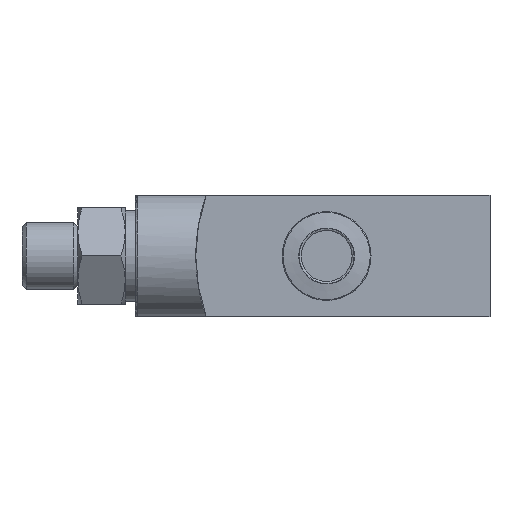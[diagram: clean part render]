
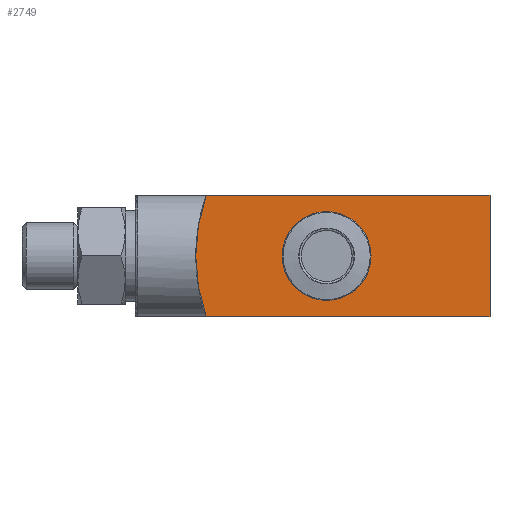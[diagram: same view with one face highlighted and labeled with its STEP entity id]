
A CAD part, left-side view. The second image highlights one B-rep face of the part: STEP entity #2749.
In plain terms, the highlighted planar face has unit normal (-1, 0, 0).
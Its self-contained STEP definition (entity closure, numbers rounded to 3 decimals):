
#51=PLANE('',#2921);
#162=LINE('',#4324,#272);
#174=LINE('',#4349,#284);
#184=LINE('',#4406,#294);
#272=VECTOR('',#3237,1000.);
#284=VECTOR('',#3251,1000.);
#294=VECTOR('',#3267,1000.);
#388=CIRCLE('',#2909,36.);
#393=CIRCLE('',#2922,8.25);
#690=ORIENTED_EDGE('',*,*,#1145,.T.);
#691=ORIENTED_EDGE('',*,*,#1139,.F.);
#692=ORIENTED_EDGE('',*,*,#1110,.F.);
#693=ORIENTED_EDGE('',*,*,#1125,.F.);
#694=ORIENTED_EDGE('',*,*,#1098,.F.);
#1098=EDGE_CURVE('',#1326,#1327,#162,.T.);
#1110=EDGE_CURVE('',#1338,#1339,#174,.T.);
#1125=EDGE_CURVE('',#1327,#1338,#184,.T.);
#1139=EDGE_CURVE('',#1339,#1326,#388,.T.);
#1145=EDGE_CURVE('',#1357,#1357,#393,.T.);
#1326=VERTEX_POINT('',#4323);
#1327=VERTEX_POINT('',#4325);
#1338=VERTEX_POINT('',#4348);
#1339=VERTEX_POINT('',#4350);
#1357=VERTEX_POINT('',#4459);
#1524=EDGE_LOOP('',(#690));
#1525=EDGE_LOOP('',(#691,#692,#693,#694));
#1698=FACE_BOUND('',#1524,.T.);
#1699=FACE_BOUND('',#1525,.T.);
#2749=ADVANCED_FACE('',(#1698,#1699),#51,.F.);
#2909=AXIS2_PLACEMENT_3D('',#4440,#3294,#3295);
#2921=AXIS2_PLACEMENT_3D('',#4457,#3318,#3319);
#2922=AXIS2_PLACEMENT_3D('',#4458,#3320,#3321);
#3237=DIRECTION('',(0.,-1.,0.));
#3251=DIRECTION('',(0.,1.,0.));
#3267=DIRECTION('',(0.,0.,-1.));
#3294=DIRECTION('',(1.,0.,0.));
#3295=DIRECTION('',(0.,0.,-1.));
#3318=DIRECTION('',(1.,0.,0.));
#3319=DIRECTION('',(0.,0.,-1.));
#3320=DIRECTION('',(1.,0.,0.));
#3321=DIRECTION('',(0.,0.,-1.));
#4323=CARTESIAN_POINT('',(-45.4,55.841,12.));
#4324=CARTESIAN_POINT('',(-45.4,55.841,12.));
#4325=CARTESIAN_POINT('',(-45.4,0.,12.));
#4348=CARTESIAN_POINT('',(-45.4,0.,-12.));
#4349=CARTESIAN_POINT('',(-45.4,0.,-12.));
#4350=CARTESIAN_POINT('',(-45.4,55.841,-12.));
#4406=CARTESIAN_POINT('',(-45.4,0.,12.));
#4440=CARTESIAN_POINT('',(-45.4,21.9,0.));
#4457=CARTESIAN_POINT('',(-45.4,21.9,0.));
#4458=CARTESIAN_POINT('',(-45.4,32.15,0.));
#4459=CARTESIAN_POINT('',(-45.4,32.15,-8.25));
